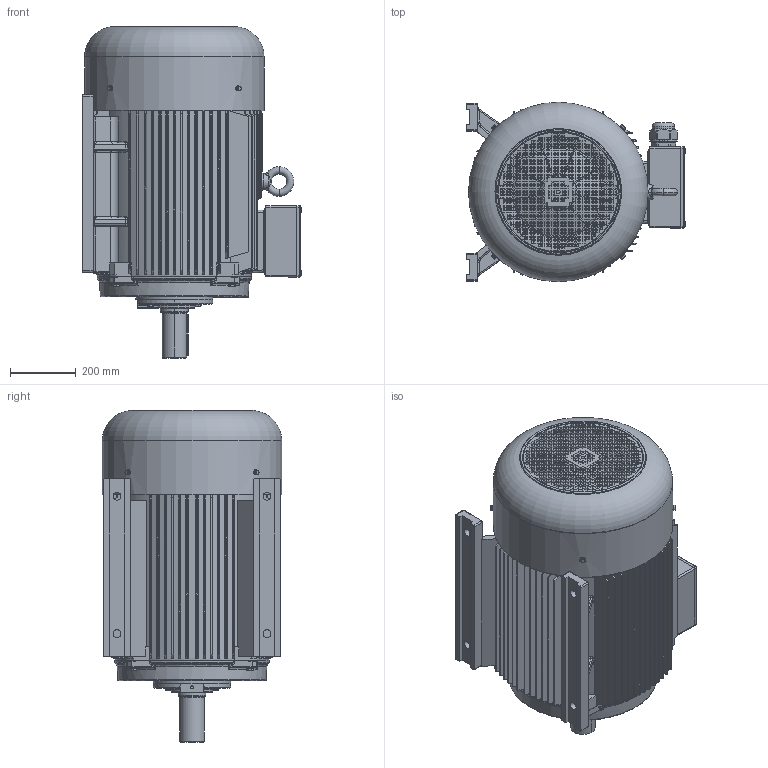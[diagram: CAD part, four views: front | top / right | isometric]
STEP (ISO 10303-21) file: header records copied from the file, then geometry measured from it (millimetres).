
FILE_DESCRIPTION(/* description */ (''),/* implementation_level */ '2;1');
FILE_NAME(/* name */ 'JM3-280M-4.6.8-B3.stp',/* time_stamp */ '2016-07-01T15:37:04+08:00',/* author */ (''),/* organization */ (''),/* preprocessor_version */ 'ST-DEVELOPER v15',/* originating_system */ 'SIEMENS PLM Software NX 8.5',/* authorisation */ '');
FILE_SCHEMA (('AUTOMOTIVE_DESIGN { 1 0 10303 214 3 1 1 1 }'));
Length unit declared in the file: millimetre
Products named in the file (1): pc0534AA92lzio
Bounding box: 667.8 x 547 x 1011.49 mm (x, y, z)
Volume: 41424684 mm3; surface area: 8135504.2 mm2
Topology: 58 solids, 58 shells, 6582 faces, 18205 edges, 11878 vertices
Faces by surface type: plane 4649, cylinder 948, cone 365, bspline 300, torus 296, sphere 24
Full cylindrical faces by diameter (mm): 7.188 x4, 8 x8, 8.4 x4, 9.026 x8, 10 x8, 10.863 x8, 11.2 x8, 11.5 x1, 12 x18, 12.6 x8, 16 x4, 20 x1, 24 x4, 43.312 x2, 51.188 x4, 61.031 x12, 63 x4, 64.969 x12, 67.922 x2, 68 x1, 83.672 x2, 85 x4, 88 x2, 110 x4, 180 x2, 235 x4, 270 x1, 440 x2, 456 x2, 543 x1
Entity records: 235954 total; most frequent: CARTESIAN_POINT 60560, ORIENTED_EDGE 35494, DIRECTION 31145, EDGE_CURVE 17747, LINE 13081, VECTOR 13081, VERTEX_POINT 11739, AXIS2_PLACEMENT_3D 9032
